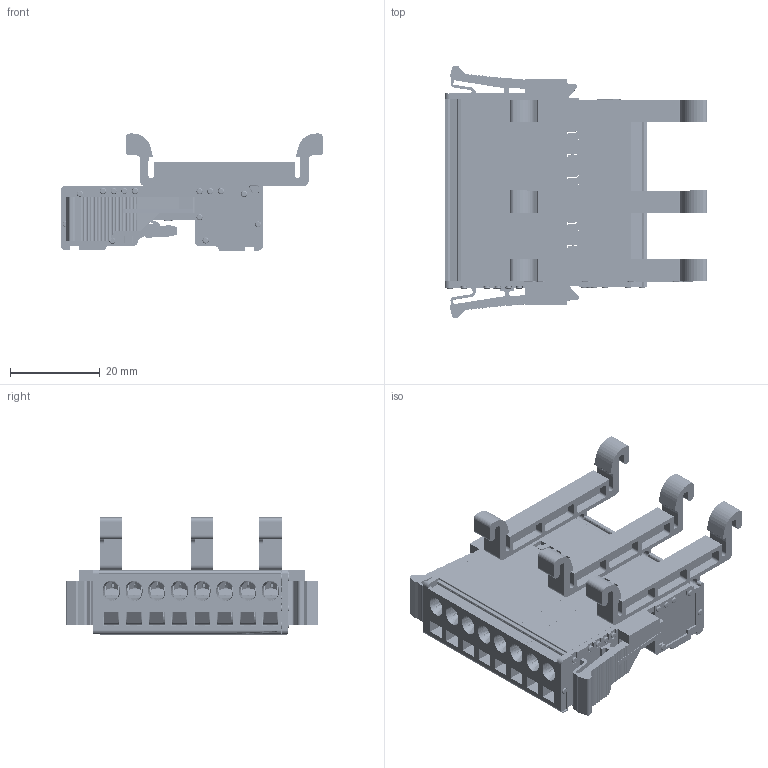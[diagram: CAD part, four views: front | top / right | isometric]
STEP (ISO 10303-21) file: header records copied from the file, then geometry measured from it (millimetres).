
FILE_DESCRIPTION(/* description */ ('Unknown'),/* implementation_level */ '2;1');
FILE_NAME(/* name */ 'DPSC5_08WF_8W_3D_SOLID_MODEL',/* time_stamp */ '2025-08-07T15:35:30+05:00',/* author */ ('Unknown'),/* organization */ ('Unknown'),/* preprocessor_version */ 'ST-DEVELOPER v16.7',/* originating_system */ 'Solid Edge',/* authorisation */ 'Unknown');
FILE_SCHEMA (('AUTOMOTIVE_DESIGN {1 0 10303 214 3 1 1}'));
Products named in the file (1): DPSC5_08WF_8W_3D_SOLID_MODEL
Bounding box: 58.61 x 56.49 x 26.15 mm (x, y, z)
Volume: 18768.2 mm3; surface area: 36671.2 mm2
Topology: 1 solids, 198 shells, 13038 faces, 35749 edges, 23541 vertices
Faces by surface type: plane 8114, cylinder 2694, bspline 1663, torus 326, cone 223, sphere 18
Full cylindrical faces by diameter (mm): 0.6 x35, 0.8 x64, 1.2 x13, 1.3 x231, 1.5 x34, 1.8 x3, 2.9 x8, 3.7 x8
Entity records: 540241 total; most frequent: CARTESIAN_POINT 130316, ORIENTED_EDGE 68812, DIRECTION 59258, EDGE_CURVE 34406, LINE 24278, VECTOR 24278, VERTEX_POINT 23188, AXIS2_PLACEMENT_3D 17490
